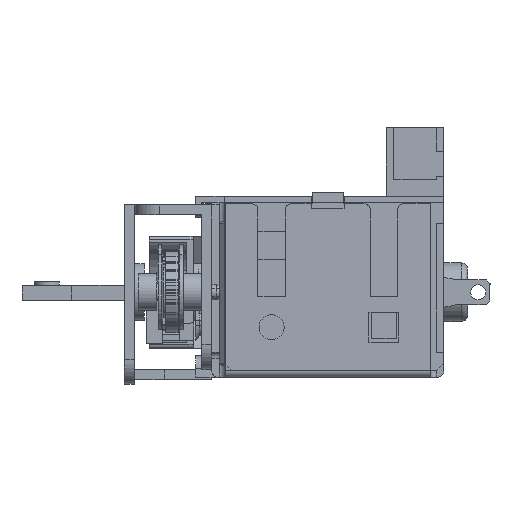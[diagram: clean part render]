
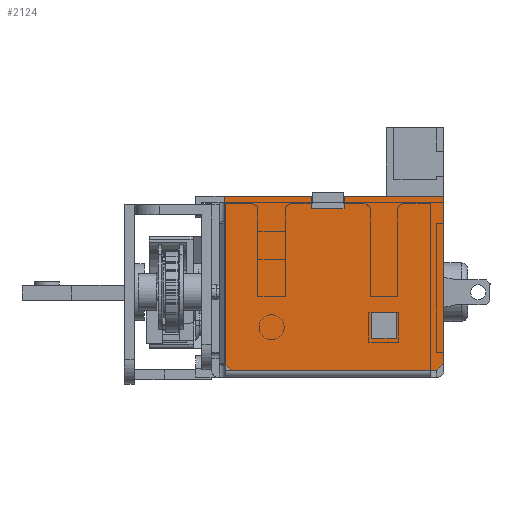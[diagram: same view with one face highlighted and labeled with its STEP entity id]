
A CAD part, left-side view. The second image highlights one B-rep face of the part: STEP entity #2124.
In plain terms, the highlighted planar face has unit normal (-1, 0, 0).
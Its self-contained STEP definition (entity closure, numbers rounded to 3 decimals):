
#935=CARTESIAN_POINT('',(153.757,-10.902,-11.521));
#936=VERTEX_POINT('',#935);
#943=CARTESIAN_POINT('',(153.757,-10.902,-24.521));
#944=VERTEX_POINT('',#943);
#945=CARTESIAN_POINT('',(153.757,-10.902,-11.521));
#946=DIRECTION('',(0.0,0.0,-1.0));
#947=VECTOR('',#946,13.);
#948=LINE('',#945,#947);
#949=EDGE_CURVE('',#936,#944,#948,.T.);
#1143=CARTESIAN_POINT('',(153.757,6.698,-11.521));
#1144=VERTEX_POINT('',#1143);
#1151=CARTESIAN_POINT('',(153.757,-0.302,-11.521));
#1152=VERTEX_POINT('',#1151);
#1153=CARTESIAN_POINT('',(153.757,6.698,-11.521));
#1154=DIRECTION('',(0.0,-1.0,0.0));
#1155=VECTOR('',#1154,7.);
#1156=LINE('',#1153,#1155);
#1157=EDGE_CURVE('',#1144,#1152,#1156,.T.);
#1175=CARTESIAN_POINT('',(153.757,-2.902,-11.521));
#1176=VERTEX_POINT('',#1175);
#1183=CARTESIAN_POINT('',(153.757,-2.902,-11.521));
#1184=DIRECTION('',(0.0,-1.0,0.0));
#1185=VECTOR('',#1184,8.);
#1186=LINE('',#1183,#1185);
#1187=EDGE_CURVE('',#1176,#936,#1186,.T.);
#1688=CARTESIAN_POINT('',(153.757,6.698,-24.521));
#1689=VERTEX_POINT('',#1688);
#1696=CARTESIAN_POINT('',(153.757,6.698,-11.521));
#1697=DIRECTION('',(0.0,0.0,-1.0));
#1698=VECTOR('',#1697,13.);
#1699=LINE('',#1696,#1698);
#1700=EDGE_CURVE('',#1144,#1689,#1699,.T.);
#1721=CARTESIAN_POINT('',(153.757,-5.102,-22.94));
#1722=VERTEX_POINT('',#1721);
#1729=CARTESIAN_POINT('',(153.757,-7.102,-22.94));
#1730=VERTEX_POINT('',#1729);
#1731=CARTESIAN_POINT('',(153.757,-7.102,-22.94));
#1732=DIRECTION('',(0.0,1.0,0.0));
#1733=VECTOR('',#1732,2.0);
#1734=LINE('',#1731,#1733);
#1735=EDGE_CURVE('',#1730,#1722,#1734,.T.);
#1760=CARTESIAN_POINT('',(153.757,-7.102,-20.821));
#1761=VERTEX_POINT('',#1760);
#1762=CARTESIAN_POINT('',(153.757,-7.102,-20.821));
#1763=DIRECTION('',(0.0,0.0,-1.0));
#1764=VECTOR('',#1763,2.12);
#1765=LINE('',#1762,#1764);
#1766=EDGE_CURVE('',#1761,#1730,#1765,.T.);
#1791=CARTESIAN_POINT('',(153.757,-5.102,-20.821));
#1792=VERTEX_POINT('',#1791);
#1793=CARTESIAN_POINT('',(153.757,-5.102,-20.821));
#1794=DIRECTION('',(0.0,-1.0,0.0));
#1795=VECTOR('',#1794,2.);
#1796=LINE('',#1793,#1795);
#1797=EDGE_CURVE('',#1792,#1761,#1796,.T.);
#1820=CARTESIAN_POINT('',(153.757,-5.102,-22.94));
#1821=DIRECTION('',(0.0,0.0,1.0));
#1822=VECTOR('',#1821,2.12);
#1823=LINE('',#1820,#1822);
#1824=EDGE_CURVE('',#1722,#1792,#1823,.T.);
#1845=CARTESIAN_POINT('',(153.757,-0.302,-12.521));
#1846=VERTEX_POINT('',#1845);
#1853=CARTESIAN_POINT('',(153.757,-2.902,-12.521));
#1854=VERTEX_POINT('',#1853);
#1855=CARTESIAN_POINT('',(153.757,-2.902,-12.521));
#1856=DIRECTION('',(0.0,1.0,0.0));
#1857=VECTOR('',#1856,2.6);
#1858=LINE('',#1855,#1857);
#1859=EDGE_CURVE('',#1854,#1846,#1858,.T.);
#1884=CARTESIAN_POINT('',(153.757,5.698,-25.521));
#1885=VERTEX_POINT('',#1884);
#1892=CARTESIAN_POINT('',(153.757,5.698,-24.521));
#1893=DIRECTION('',(-1.0,0.0,0.0));
#1894=DIRECTION('',(0.0,1.0,0.0));
#1895=AXIS2_PLACEMENT_3D('',#1892,#1893,#1894);
#1896=CIRCLE('',#1895,1.0);
#1897=EDGE_CURVE('',#1689,#1885,#1896,.T.);
#1916=CARTESIAN_POINT('',(153.757,-9.902,-25.521));
#1917=VERTEX_POINT('',#1916);
#1924=CARTESIAN_POINT('',(153.757,5.698,-25.521));
#1925=DIRECTION('',(0.0,-1.0,0.0));
#1926=VECTOR('',#1925,15.6);
#1927=LINE('',#1924,#1926);
#1928=EDGE_CURVE('',#1885,#1917,#1927,.T.);
#1947=CARTESIAN_POINT('',(153.757,-9.902,-24.521));
#1948=DIRECTION('',(-1.0,0.0,0.0));
#1949=DIRECTION('',(0.0,0.0,-1.0));
#1950=AXIS2_PLACEMENT_3D('',#1947,#1948,#1949);
#1951=CIRCLE('',#1950,1.0);
#1952=EDGE_CURVE('',#1917,#944,#1951,.T.);
#2011=CARTESIAN_POINT('',(153.757,-2.902,-11.521));
#2012=DIRECTION('',(0.0,0.0,-1.0));
#2013=VECTOR('',#2012,1.0);
#2014=LINE('',#2011,#2013);
#2015=EDGE_CURVE('',#1176,#1854,#2014,.T.);
#2084=CARTESIAN_POINT('',(153.757,-0.302,-12.521));
#2085=DIRECTION('',(0.0,0.0,1.0));
#2086=VECTOR('',#2085,1.0);
#2087=LINE('',#2084,#2086);
#2088=EDGE_CURVE('',#1846,#1152,#2087,.T.);
#2101=CARTESIAN_POINT('',(153.757,6.698,-11.521));
#2102=DIRECTION('',(-1.0,0.0,0.0));
#2103=DIRECTION('',(0.0,0.0,1.0));
#2104=AXIS2_PLACEMENT_3D('',#2101,#2102,#2103);
#2105=PLANE('',#2104);
#2106=ORIENTED_EDGE('',*,*,#2088,.T.);
#2107=ORIENTED_EDGE('',*,*,#1157,.F.);
#2108=ORIENTED_EDGE('',*,*,#1700,.T.);
#2109=ORIENTED_EDGE('',*,*,#1897,.T.);
#2110=ORIENTED_EDGE('',*,*,#1928,.T.);
#2111=ORIENTED_EDGE('',*,*,#1952,.T.);
#2112=ORIENTED_EDGE('',*,*,#949,.F.);
#2113=ORIENTED_EDGE('',*,*,#1187,.F.);
#2114=ORIENTED_EDGE('',*,*,#2015,.T.);
#2115=ORIENTED_EDGE('',*,*,#1859,.T.);
#2116=EDGE_LOOP('',(#2106,#2107,#2108,#2109,#2110,#2111,#2112,#2113,#2114,#2115));
#2117=FACE_OUTER_BOUND('',#2116,.T.);
#2118=ORIENTED_EDGE('',*,*,#1735,.T.);
#2119=ORIENTED_EDGE('',*,*,#1824,.T.);
#2120=ORIENTED_EDGE('',*,*,#1797,.T.);
#2121=ORIENTED_EDGE('',*,*,#1766,.T.);
#2122=EDGE_LOOP('',(#2118,#2119,#2120,#2121));
#2123=FACE_BOUND('',#2122,.T.);
#2124=ADVANCED_FACE('',(#2117,#2123),#2105,.T.);
